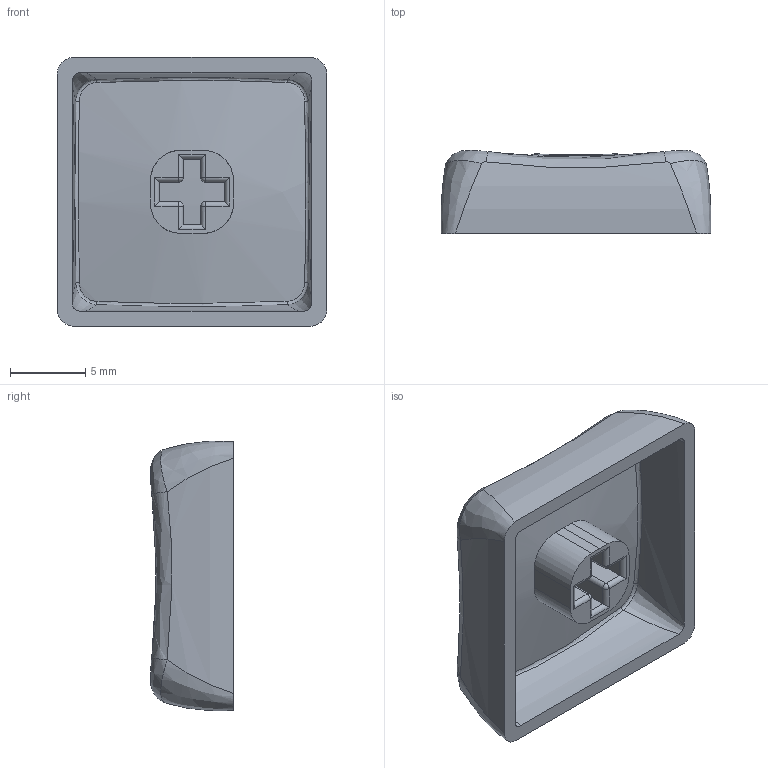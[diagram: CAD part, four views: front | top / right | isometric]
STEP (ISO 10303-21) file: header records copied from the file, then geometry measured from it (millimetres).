
FILE_DESCRIPTION(/* description */ (''),/* implementation_level */ '2;1');
FILE_NAME(/* name */ 'MX-homing-bar-bottom.step',/* time_stamp */ '2022-10-28T22:55:30+03:00',/* author */ (''),/* organization */ (''),/* preprocessor_version */ 'ST-DEVELOPER v19.2',/* originating_system */ 'Autodesk Translation Framework v11.17.0.187',/* authorisation */ '');
FILE_SCHEMA (('AUTOMOTIVE_DESIGN { 1 0 10303 214 3 1 1 }'));
Length unit declared in the file: millimetre
Products named in the file (1): MX-homing-bar-bottom
Bounding box: 17.89 x 5.48 x 17.87 mm (x, y, z)
Volume: 654.7 mm3; surface area: 1277.5 mm2
Topology: 1 solids, 1 shells, 96 faces, 232 edges, 142 vertices
Faces by surface type: bspline 44, cylinder 28, plane 20, sphere 4
Entity records: 5309 total; most frequent: CARTESIAN_POINT 3318, ORIENTED_EDGE 464, DIRECTION 312, EDGE_CURVE 232, VERTEX_POINT 142, AXIS2_PLACEMENT_3D 124, EDGE_LOOP 100, B_SPLINE_CURVE_WITH_KNOTS 97
